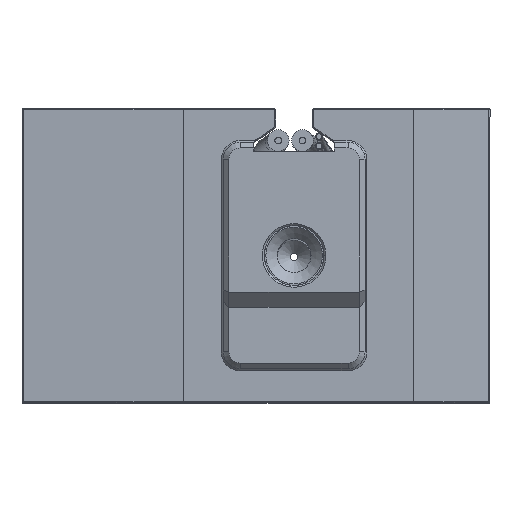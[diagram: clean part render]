
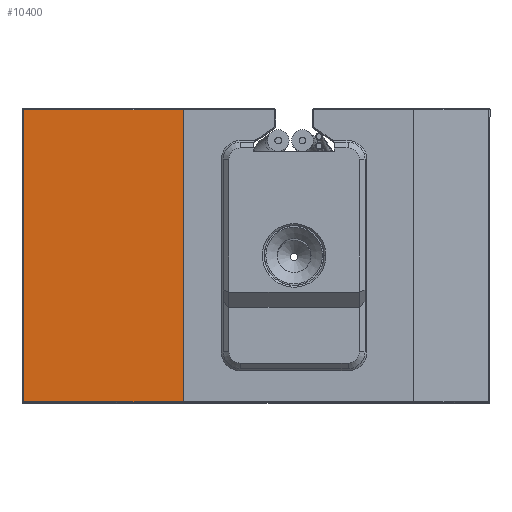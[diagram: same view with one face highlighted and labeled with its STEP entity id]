
A CAD part, top view. The second image highlights one B-rep face of the part: STEP entity #10400.
In plain terms, the highlighted face is planar.
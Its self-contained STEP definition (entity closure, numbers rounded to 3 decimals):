
#404=PLANE('',#11327);
#990=FACE_OUTER_BOUND('',#1670,.T.);
#1670=EDGE_LOOP('',(#8209,#8210,#8211,#8212));
#2358=LINE('',#27207,#3414);
#2511=LINE('',#27542,#3567);
#2512=LINE('',#27544,#3568);
#2513=LINE('',#27545,#3569);
#3414=VECTOR('',#13116,1000.);
#3567=VECTOR('',#13353,1000.);
#3568=VECTOR('',#13354,1000.);
#3569=VECTOR('',#13355,1000.);
#4913=VERTEX_POINT('',#27204);
#4914=VERTEX_POINT('',#27206);
#5054=VERTEX_POINT('',#27541);
#5055=VERTEX_POINT('',#27543);
#6007=EDGE_CURVE('',#4913,#4914,#2358,.T.);
#6164=EDGE_CURVE('',#4913,#5054,#2511,.T.);
#6165=EDGE_CURVE('',#5054,#5055,#2512,.T.);
#6166=EDGE_CURVE('',#5055,#4914,#2513,.T.);
#8209=ORIENTED_EDGE('',*,*,#6007,.F.);
#8210=ORIENTED_EDGE('',*,*,#6164,.T.);
#8211=ORIENTED_EDGE('',*,*,#6165,.T.);
#8212=ORIENTED_EDGE('',*,*,#6166,.T.);
#10400=ADVANCED_FACE('',(#990),#404,.F.);
#11327=AXIS2_PLACEMENT_3D('',#27540,#13351,#13352);
#13116=DIRECTION('',(0.,0.,-1.));
#13351=DIRECTION('center_axis',(-0.05,-0.999,
0.));
#13352=DIRECTION('ref_axis',(0.999,-0.05,0.));
#13353=DIRECTION('',(0.999,-0.05,0.));
#13354=DIRECTION('',(0.,0.,-1.));
#13355=DIRECTION('',(-0.999,0.05,0.));
#27204=CARTESIAN_POINT('',(5.885,7.25,7.75));
#27206=CARTESIAN_POINT('',(5.885,7.25,-7.75));
#27207=CARTESIAN_POINT('',(5.885,7.25,7.8));
#27540=CARTESIAN_POINT('Origin',(14.425,6.82,7.8));
#27541=CARTESIAN_POINT('',(14.33,6.825,7.75));
#27542=CARTESIAN_POINT('',(14.425,6.82,7.75));
#27543=CARTESIAN_POINT('',(14.33,6.825,-7.75));
#27544=CARTESIAN_POINT('',(14.33,6.825,7.8));
#27545=CARTESIAN_POINT('',(5.885,7.25,-7.75));
